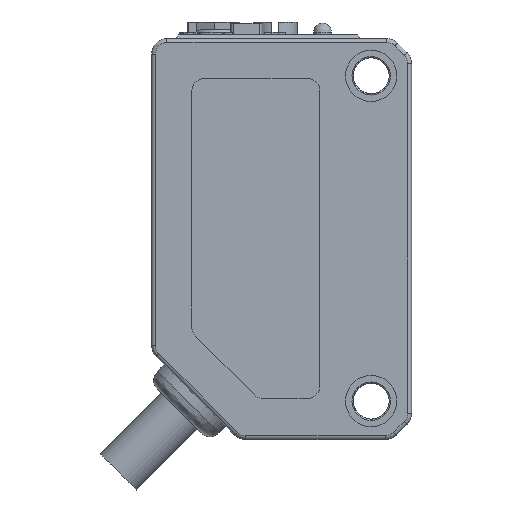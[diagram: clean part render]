
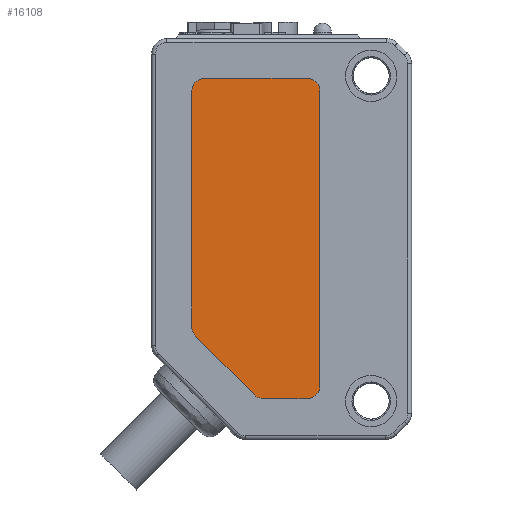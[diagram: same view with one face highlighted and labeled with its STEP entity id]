
A CAD part, front view. The second image highlights one B-rep face of the part: STEP entity #16108.
In plain terms, the highlighted planar face has unit normal (0, -1, 0).
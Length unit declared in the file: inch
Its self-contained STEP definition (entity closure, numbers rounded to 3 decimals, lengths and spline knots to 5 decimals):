
#99 = ORIENTED_EDGE ( 'NONE', *, *, #20655, .T. ) ;
#495 = DIRECTION ( 'NONE',  ( 0., 0., -1. ) ) ;
#1016 = CARTESIAN_POINT ( 'NONE',  ( -0.56091, 0.00394, -1.15748 ) ) ;
#1072 = DIRECTION ( 'NONE',  ( 0.707, 0., -0.707 ) ) ;
#1440 = DIRECTION ( 'NONE',  ( 0., -1., 0. ) ) ;
#1580 = VERTEX_POINT ( 'NONE', #23782 ) ;
#1607 = ORIENTED_EDGE ( 'NONE', *, *, #21204, .T. ) ;
#1900 = VERTEX_POINT ( 'NONE', #4337 ) ;
#2904 = ORIENTED_EDGE ( 'NONE', *, *, #7774, .T. ) ;
#3515 = CARTESIAN_POINT ( 'NONE',  ( -0.37063, 0.00394, -0.17323 ) ) ;
#4337 = CARTESIAN_POINT ( 'NONE',  ( -0.5446, 0.00394, -1.15748 ) ) ;
#4433 = VECTOR ( 'NONE', #16166, 39.37008 ) ;
#5009 = ORIENTED_EDGE ( 'NONE', *, *, #16433, .T. ) ;
#5609 = LINE ( 'NONE', #8015, #25659 ) ;
#6113 = CARTESIAN_POINT ( 'NONE',  ( -0.72496, 0.00394, -0.2126 ) ) ;
#6253 = DIRECTION ( 'NONE',  ( 0., -1., 0. ) ) ;
#6630 = CARTESIAN_POINT ( 'NONE',  ( -0.57244, 0.00394, -1.14595 ) ) ;
#6846 = VERTEX_POINT ( 'NONE', #14234 ) ;
#6891 = ORIENTED_EDGE ( 'NONE', *, *, #19008, .T. ) ;
#6925 = VERTEX_POINT ( 'NONE', #16950 ) ;
#7125 = VERTEX_POINT ( 'NONE', #16165 ) ;
#7738 = CARTESIAN_POINT ( 'NONE',  ( -0.72496, 0.00394, -0.93775 ) ) ;
#7774 = EDGE_CURVE ( 'NONE', #7125, #1580, #14312, .T. ) ;
#8015 = CARTESIAN_POINT ( 'NONE',  ( -0.76433, 0.00394, -0.95406 ) ) ;
#8430 = ORIENTED_EDGE ( 'NONE', *, *, #14321, .T. ) ;
#8576 = AXIS2_PLACEMENT_3D ( 'NONE', #10501, #1440, #10642 ) ;
#9598 = CIRCLE ( 'NONE', #26493, 0.03937 ) ;
#9792 = VERTEX_POINT ( 'NONE', #6630 ) ;
#10004 = PLANE ( 'NONE',  #15601 ) ;
#10276 = ORIENTED_EDGE ( 'NONE', *, *, #26420, .T. ) ;
#10298 = LINE ( 'NONE', #3515, #22620 ) ;
#10445 = AXIS2_PLACEMENT_3D ( 'NONE', #7738, #27053, #27352 ) ;
#10501 = CARTESIAN_POINT ( 'NONE',  ( -0.5446, 0.00394, -1.11811 ) ) ;
#10642 = DIRECTION ( 'NONE',  ( 0., 0., -1. ) ) ;
#10934 = DIRECTION ( 'NONE',  ( 0., 0., -1. ) ) ;
#10993 = CIRCLE ( 'NONE', #8576, 0.03937 ) ;
#11121 = CARTESIAN_POINT ( 'NONE',  ( -0.41, 0.00394, -1.15748 ) ) ;
#12142 = CARTESIAN_POINT ( 'NONE',  ( -0.41, 0.00394, -1.11811 ) ) ;
#12732 = VECTOR ( 'NONE', #24345, 39.37008 ) ;
#13387 = ORIENTED_EDGE ( 'NONE', *, *, #18075, .T. ) ;
#14234 = CARTESIAN_POINT ( 'NONE',  ( -0.41, 0.00394, -0.17323 ) ) ;
#14312 = CIRCLE ( 'NONE', #10445, 0.03937 ) ;
#14321 = EDGE_CURVE ( 'NONE', #19055, #6925, #26745, .T. ) ;
#14349 = CARTESIAN_POINT ( 'NONE',  ( -0.76433, 0.00394, -0.2126 ) ) ;
#14416 = DIRECTION ( 'NONE',  ( 0., -1., 0. ) ) ;
#14668 = ORIENTED_EDGE ( 'NONE', *, *, #25143, .T. ) ;
#15136 = DIRECTION ( 'NONE',  ( 0., -1., 0. ) ) ;
#15345 = LINE ( 'NONE', #1016, #22273 ) ;
#15601 = AXIS2_PLACEMENT_3D ( 'NONE', #21185, #23458, #495 ) ;
#16108 = ADVANCED_FACE ( 'NONE', ( #23907 ), #10004, .T. ) ;
#16165 = CARTESIAN_POINT ( 'NONE',  ( -0.76433, 0.00394, -0.93775 ) ) ;
#16166 = DIRECTION ( 'NONE',  ( 0., 0., 1. ) ) ;
#16433 = EDGE_CURVE ( 'NONE', #16722, #7125, #17548, .T. ) ;
#16488 = CIRCLE ( 'NONE', #18951, 0.03937 ) ;
#16722 = VERTEX_POINT ( 'NONE', #14349 ) ;
#16950 = CARTESIAN_POINT ( 'NONE',  ( -0.37063, 0.00394, -1.11811 ) ) ;
#17548 = LINE ( 'NONE', #27048, #12732 ) ;
#17837 = DIRECTION ( 'NONE',  ( -1., 0., 0. ) ) ;
#18075 = EDGE_CURVE ( 'NONE', #1900, #19055, #15345, .T. ) ;
#18566 = VERTEX_POINT ( 'NONE', #20710 ) ;
#18581 = CARTESIAN_POINT ( 'NONE',  ( -0.37063, 0.00394, -1.15748 ) ) ;
#18951 = AXIS2_PLACEMENT_3D ( 'NONE', #26479, #15136, #26621 ) ;
#19008 = EDGE_CURVE ( 'NONE', #6925, #18566, #20686, .T. ) ;
#19055 = VERTEX_POINT ( 'NONE', #11121 ) ;
#19450 = ORIENTED_EDGE ( 'NONE', *, *, #27804, .T. ) ;
#20655 = EDGE_CURVE ( 'NONE', #18566, #6846, #16488, .T. ) ;
#20686 = LINE ( 'NONE', #18581, #4433 ) ;
#20710 = CARTESIAN_POINT ( 'NONE',  ( -0.37063, 0.00394, -0.2126 ) ) ;
#21185 = CARTESIAN_POINT ( 'NONE',  ( 0.69237, 0.00394, -3.29684 ) ) ;
#21204 = EDGE_CURVE ( 'NONE', #1580, #9792, #5609, .T. ) ;
#21587 = CARTESIAN_POINT ( 'NONE',  ( -0.72496, 0.00394, -0.17323 ) ) ;
#22273 = VECTOR ( 'NONE', #24558, 39.37008 ) ;
#22620 = VECTOR ( 'NONE', #17837, 39.37008 ) ;
#23059 = VERTEX_POINT ( 'NONE', #21587 ) ;
#23458 = DIRECTION ( 'NONE',  ( 0., -1., 0. ) ) ;
#23484 = DIRECTION ( 'NONE',  ( 0., 0., -1. ) ) ;
#23782 = CARTESIAN_POINT ( 'NONE',  ( -0.7528, 0.00394, -0.96559 ) ) ;
#23907 = FACE_OUTER_BOUND ( 'NONE', #25422, .T. ) ;
#24345 = DIRECTION ( 'NONE',  ( 0., 0., -1. ) ) ;
#24558 = DIRECTION ( 'NONE',  ( 1., 0., 0. ) ) ;
#25143 = EDGE_CURVE ( 'NONE', #9792, #1900, #10993, .T. ) ;
#25302 = AXIS2_PLACEMENT_3D ( 'NONE', #12142, #14416, #23484 ) ;
#25422 = EDGE_LOOP ( 'NONE', ( #5009, #2904, #1607, #14668, #13387, #8430, #6891, #99, #19450, #10276 ) ) ;
#25659 = VECTOR ( 'NONE', #1072, 39.37008 ) ;
#26420 = EDGE_CURVE ( 'NONE', #23059, #16722, #9598, .T. ) ;
#26479 = CARTESIAN_POINT ( 'NONE',  ( -0.41, 0.00394, -0.2126 ) ) ;
#26493 = AXIS2_PLACEMENT_3D ( 'NONE', #6113, #6253, #10934 ) ;
#26621 = DIRECTION ( 'NONE',  ( 0., 0., -1. ) ) ;
#26745 = CIRCLE ( 'NONE', #25302, 0.03937 ) ;
#27048 = CARTESIAN_POINT ( 'NONE',  ( -0.76433, 0.00394, -0.17323 ) ) ;
#27053 = DIRECTION ( 'NONE',  ( 0., -1., 0. ) ) ;
#27352 = DIRECTION ( 'NONE',  ( 0., 0., -1. ) ) ;
#27804 = EDGE_CURVE ( 'NONE', #6846, #23059, #10298, .T. ) ;
